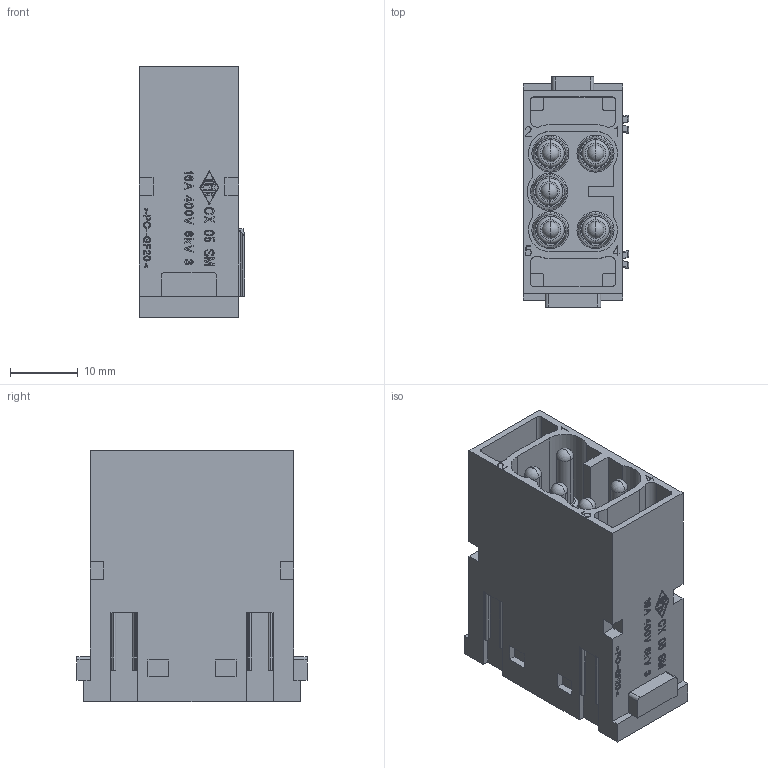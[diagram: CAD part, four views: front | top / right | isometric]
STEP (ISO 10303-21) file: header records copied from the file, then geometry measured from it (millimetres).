
FILE_DESCRIPTION(('Creo Elements/Direct Modeling STEP Export'),'2;1');
FILE_NAME('0lndqdl5956rhpv4596','2021-02-10T13:46:14',(''),(''),'Creo Elements/Direct Modeling STEP processor for AP214 (Solid Model)','Creo Elements/Direct Modeling 20.1B 02-Apr-2019 (C) Parametric Technology GmbH','');
FILE_SCHEMA(('AUTOMOTIVE_DESIGN { 1 0 10303 214 1 1 1 1 }'));
Products named in the file (2): CX_05_SM
Assembly tree (1 placements, depth 2):
  CX_05_SM
    CX_05_SM
Bounding box: 15.6 x 34 x 37.2 mm (x, y, z)
Volume: 10893.4 mm3; surface area: 8439.4 mm2
Topology: 1 solids, 2 shells, 1766 faces, 4994 edges, 3318 vertices
Faces by surface type: plane 1616, cylinder 90, cone 30, torus 30
Entity records: 60261 total; most frequent: CARTESIAN_POINT 11849, ORIENTED_EDGE 9990, DIRECTION 8525, EDGE_CURVE 4994, VECTOR 4637, LINE 4637, VERTEX_POINT 3318, AXIS2_PLACEMENT_3D 1944
